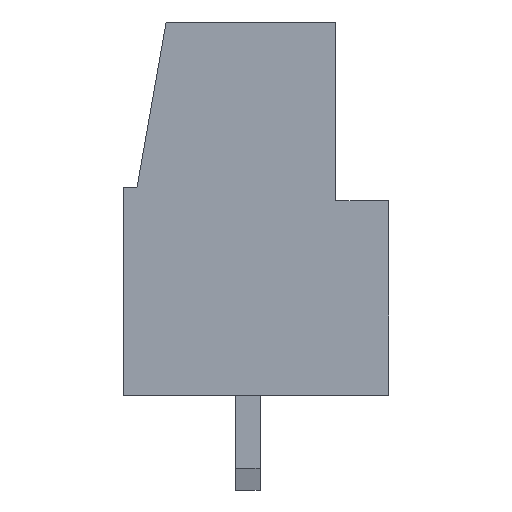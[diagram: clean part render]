
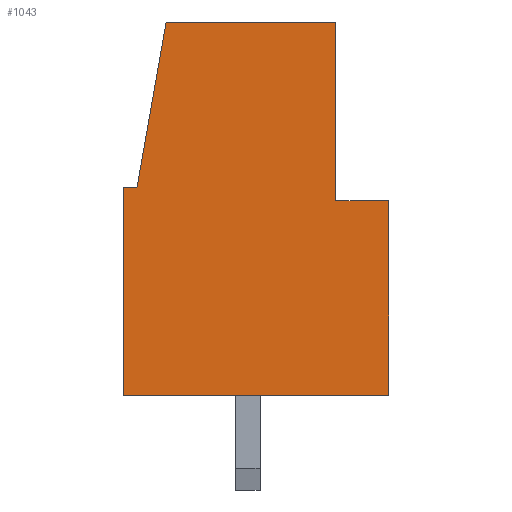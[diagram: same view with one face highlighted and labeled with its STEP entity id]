
A CAD part, left-side view. The second image highlights one B-rep face of the part: STEP entity #1043.
In plain terms, the highlighted planar face has unit normal (-1, 0, 0).
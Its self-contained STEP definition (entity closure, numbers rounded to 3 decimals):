
#1043 = ADVANCED_FACE( '', ( #2162 ), #2163, .T. );
#2162 = FACE_OUTER_BOUND( '', #3338, .T. );
#2163 = PLANE( '', #3339 );
#3338 = EDGE_LOOP( '', ( #6249, #6250, #6251, #6252, #6253, #6254, #6255, #6256 ) );
#3339 = AXIS2_PLACEMENT_3D( '', #6257, #6258, #6259 );
#6249 = ORIENTED_EDGE( '', *, *, #8187, .T. );
#6250 = ORIENTED_EDGE( '', *, *, #7760, .T. );
#6251 = ORIENTED_EDGE( '', *, *, #7717, .F. );
#6252 = ORIENTED_EDGE( '', *, *, #8188, .T. );
#6253 = ORIENTED_EDGE( '', *, *, #7713, .T. );
#6254 = ORIENTED_EDGE( '', *, *, #8189, .T. );
#6255 = ORIENTED_EDGE( '', *, *, #8190, .T. );
#6256 = ORIENTED_EDGE( '', *, *, #8191, .T. );
#6257 = CARTESIAN_POINT( '', ( -2.5, 0., 0. ) );
#6258 = DIRECTION( '', ( -1., 0., 0. ) );
#6259 = DIRECTION( '', ( 0., 0., 1. ) );
#7713 = EDGE_CURVE( '', #9509, #9507, #9510, .T. );
#7717 = EDGE_CURVE( '', #9513, #9515, #9516, .T. );
#7760 = EDGE_CURVE( '', #9579, #9515, #9580, .T. );
#8187 = EDGE_CURVE( '', #10130, #9579, #10131, .T. );
#8188 = EDGE_CURVE( '', #9513, #9509, #10132, .T. );
#8189 = EDGE_CURVE( '', #9507, #10133, #10134, .T. );
#8190 = EDGE_CURVE( '', #10133, #10135, #10136, .T. );
#8191 = EDGE_CURVE( '', #10135, #10130, #10137, .T. );
#9507 = VERTEX_POINT( '', #11999 );
#9509 = VERTEX_POINT( '', #12002 );
#9510 = LINE( '', #12003, #12004 );
#9513 = VERTEX_POINT( '', #12008 );
#9515 = VERTEX_POINT( '', #12011 );
#9516 = LINE( '', #12012, #12013 );
#9579 = VERTEX_POINT( '', #12102 );
#9580 = LINE( '', #12103, #12104 );
#10130 = VERTEX_POINT( '', #12932 );
#10131 = LINE( '', #12933, #12934 );
#10132 = LINE( '', #12935, #12936 );
#10133 = VERTEX_POINT( '', #12937 );
#10134 = LINE( '', #12938, #12939 );
#10135 = VERTEX_POINT( '', #12940 );
#10136 = LINE( '', #12941, #12942 );
#10137 = LINE( '', #12943, #12944 );
#11999 = CARTESIAN_POINT( '', ( -2.5, -1.576, 13.8 ) );
#12002 = CARTESIAN_POINT( '', ( -2.5, -7.85, 13.8 ) );
#12003 = CARTESIAN_POINT( '', ( -2.5, -7.85, 13.8 ) );
#12004 = VECTOR( '', #13761, 1000. );
#12008 = CARTESIAN_POINT( '', ( -2.5, -7.85, 7.2 ) );
#12011 = CARTESIAN_POINT( '', ( -2.5, -9.8, 7.2 ) );
#12012 = CARTESIAN_POINT( '', ( -2.5, -7.85, 7.2 ) );
#12013 = VECTOR( '', #13764, 1000. );
#12102 = CARTESIAN_POINT( '', ( -2.5, -9.8, 0. ) );
#12103 = CARTESIAN_POINT( '', ( -2.5, -9.8, 0. ) );
#12104 = VECTOR( '', #13806, 1000. );
#12932 = CARTESIAN_POINT( '', ( -2.5, 0., 0. ) );
#12933 = CARTESIAN_POINT( '', ( -2.5, 0., 0. ) );
#12934 = VECTOR( '', #14124, 1000. );
#12935 = CARTESIAN_POINT( '', ( -2.5, -7.85, 7.2 ) );
#12936 = VECTOR( '', #14125, 1000. );
#12937 = CARTESIAN_POINT( '', ( -2.5, -0.5, 7.7 ) );
#12938 = CARTESIAN_POINT( '', ( -2.5, -1.576, 13.8 ) );
#12939 = VECTOR( '', #14126, 1000. );
#12940 = CARTESIAN_POINT( '', ( -2.5, 0., 7.7 ) );
#12941 = CARTESIAN_POINT( '', ( -2.5, -0.5, 7.7 ) );
#12942 = VECTOR( '', #14127, 1000. );
#12943 = CARTESIAN_POINT( '', ( -2.5, 0., 7.7 ) );
#12944 = VECTOR( '', #14128, 1000. );
#13761 = DIRECTION( '', ( 0., 1., 0. ) );
#13764 = DIRECTION( '', ( 0., -1., 0. ) );
#13806 = DIRECTION( '', ( 0., 0., 1. ) );
#14124 = DIRECTION( '', ( 0., -1., 0. ) );
#14125 = DIRECTION( '', ( 0., 0., 1. ) );
#14126 = DIRECTION( '', ( 0., 0.174, -0.985 ) );
#14127 = DIRECTION( '', ( 0., 1., 0. ) );
#14128 = DIRECTION( '', ( 0., 0., -1. ) );
